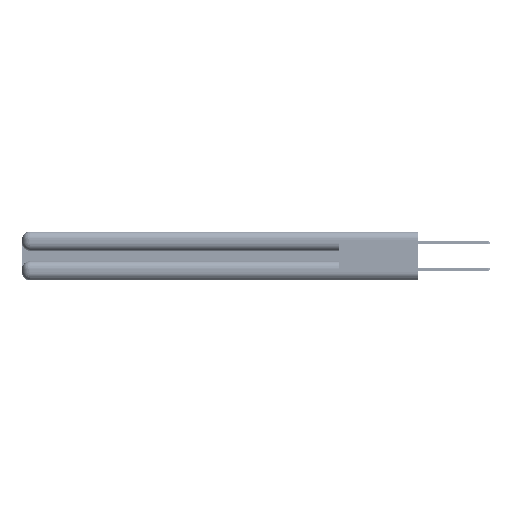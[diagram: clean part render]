
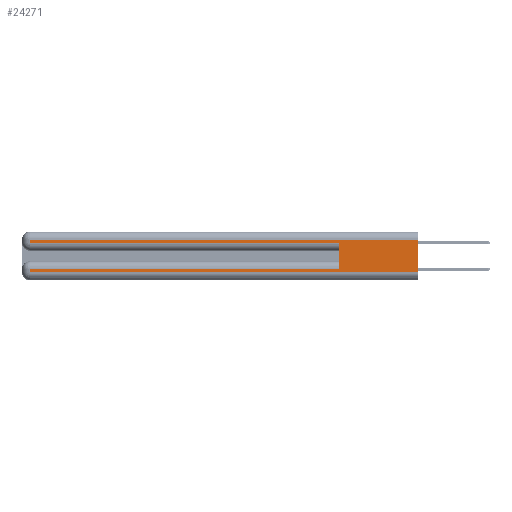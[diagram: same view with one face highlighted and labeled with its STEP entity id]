
A CAD part, left-side view. The second image highlights one B-rep face of the part: STEP entity #24271.
In plain terms, the highlighted planar face has unit normal (-1, 0, 0).
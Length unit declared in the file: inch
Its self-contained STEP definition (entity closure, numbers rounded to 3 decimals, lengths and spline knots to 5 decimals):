
#28 = LINE ( 'NONE', #35235, #23189 ) ;
#432 = ORIENTED_EDGE ( 'NONE', *, *, #25093, .T. ) ;
#809 = DIRECTION ( 'NONE',  ( 0., -1., 0. ) ) ;
#1110 = CARTESIAN_POINT ( 'NONE',  ( 0., 0., 0.285 ) ) ;
#1670 = AXIS2_PLACEMENT_3D ( 'NONE', #27279, #10366, #54127 ) ;
#1788 = LINE ( 'NONE', #16242, #5893 ) ;
#2164 = EDGE_CURVE ( 'NONE', #34870, #41163, #38826, .T. ) ;
#3122 = ORIENTED_EDGE ( 'NONE', *, *, #15977, .F. ) ;
#3876 = CARTESIAN_POINT ( 'NONE',  ( 0., 2.94, 0.37 ) ) ;
#3962 = VECTOR ( 'NONE', #13659, 39.37008 ) ;
#4224 = LINE ( 'NONE', #49646, #13066 ) ;
#5517 = CARTESIAN_POINT ( 'NONE',  ( 0., 2.94, 0.285 ) ) ;
#5893 = VECTOR ( 'NONE', #28613, 39.37008 ) ;
#5955 = ORIENTED_EDGE ( 'NONE', *, *, #2164, .F. ) ;
#8359 = VERTEX_POINT ( 'NONE', #20964 ) ;
#10366 = DIRECTION ( 'NONE',  ( 1., 0., 0. ) ) ;
#13066 = VECTOR ( 'NONE', #50028, 39.37008 ) ;
#13659 = DIRECTION ( 'NONE',  ( 0., -1., 0. ) ) ;
#15425 = CARTESIAN_POINT ( 'NONE',  ( 0., 0., 0.06 ) ) ;
#15977 = EDGE_CURVE ( 'NONE', #54545, #38375, #1788, .T. ) ;
#16242 = CARTESIAN_POINT ( 'NONE',  ( 0., 0., 0.37 ) ) ;
#16327 = VECTOR ( 'NONE', #22147, 39.37008 ) ;
#17140 = FACE_OUTER_BOUND ( 'NONE', #54156, .T. ) ;
#19309 = CARTESIAN_POINT ( 'NONE',  ( 0., 0.6, 0.085 ) ) ;
#20330 = VECTOR ( 'NONE', #38120, 39.37008 ) ;
#20503 = EDGE_CURVE ( 'NONE', #51262, #38375, #28, .T. ) ;
#20964 = CARTESIAN_POINT ( 'NONE',  ( 0., 2.94, 0.31 ) ) ;
#22147 = DIRECTION ( 'NONE',  ( 0., 0., 1. ) ) ;
#22254 = ORIENTED_EDGE ( 'NONE', *, *, #32431, .T. ) ;
#23189 = VECTOR ( 'NONE', #809, 39.37008 ) ;
#23990 = LINE ( 'NONE', #27577, #45088 ) ;
#24213 = VECTOR ( 'NONE', #44153, 39.37008 ) ;
#24271 = ADVANCED_FACE ( 'NONE', ( #17140 ), #44780, .F. ) ;
#25093 = EDGE_CURVE ( 'NONE', #34870, #37071, #4224, .T. ) ;
#27279 = CARTESIAN_POINT ( 'NONE',  ( 0., 0., 0.37 ) ) ;
#27561 = CARTESIAN_POINT ( 'NONE',  ( 0., 2.94, 0.06 ) ) ;
#27577 = CARTESIAN_POINT ( 'NONE',  ( 0., 2.94, 0.37 ) ) ;
#27802 = CARTESIAN_POINT ( 'NONE',  ( 0., 0., 0.31 ) ) ;
#28342 = EDGE_CURVE ( 'NONE', #54545, #8359, #43961, .T. ) ;
#28613 = DIRECTION ( 'NONE',  ( 0., 0., -1. ) ) ;
#28870 = CARTESIAN_POINT ( 'NONE',  ( 0., 2.94, 0.085 ) ) ;
#30120 = EDGE_CURVE ( 'NONE', #37071, #51262, #23990, .T. ) ;
#32431 = EDGE_CURVE ( 'NONE', #36861, #41163, #53658, .T. ) ;
#33510 = ORIENTED_EDGE ( 'NONE', *, *, #45051, .T. ) ;
#34870 = VERTEX_POINT ( 'NONE', #19309 ) ;
#35235 = CARTESIAN_POINT ( 'NONE',  ( 0., 0., 0.06 ) ) ;
#35273 = LINE ( 'NONE', #3876, #20330 ) ;
#35419 = CARTESIAN_POINT ( 'NONE',  ( 0., 0., 0.31 ) ) ;
#35471 = ORIENTED_EDGE ( 'NONE', *, *, #28342, .T. ) ;
#36861 = VERTEX_POINT ( 'NONE', #5517 ) ;
#37071 = VERTEX_POINT ( 'NONE', #28870 ) ;
#37971 = ORIENTED_EDGE ( 'NONE', *, *, #30120, .T. ) ;
#38120 = DIRECTION ( 'NONE',  ( 0., 0., -1. ) ) ;
#38375 = VERTEX_POINT ( 'NONE', #15425 ) ;
#38826 = LINE ( 'NONE', #53129, #16327 ) ;
#39724 = ORIENTED_EDGE ( 'NONE', *, *, #20503, .T. ) ;
#40917 = DIRECTION ( 'NONE',  ( 0., 0., -1. ) ) ;
#41163 = VERTEX_POINT ( 'NONE', #50807 ) ;
#43961 = LINE ( 'NONE', #35419, #24213 ) ;
#44153 = DIRECTION ( 'NONE',  ( 0., 1., 0. ) ) ;
#44780 = PLANE ( 'NONE',  #1670 ) ;
#45051 = EDGE_CURVE ( 'NONE', #8359, #36861, #35273, .T. ) ;
#45088 = VECTOR ( 'NONE', #40917, 39.37008 ) ;
#49646 = CARTESIAN_POINT ( 'NONE',  ( 0., 0., 0.085 ) ) ;
#50028 = DIRECTION ( 'NONE',  ( 0., 1., 0. ) ) ;
#50807 = CARTESIAN_POINT ( 'NONE',  ( 0., 0.6, 0.285 ) ) ;
#51262 = VERTEX_POINT ( 'NONE', #27561 ) ;
#53129 = CARTESIAN_POINT ( 'NONE',  ( 0., 0.6, 0.145 ) ) ;
#53658 = LINE ( 'NONE', #1110, #3962 ) ;
#54127 = DIRECTION ( 'NONE',  ( 0., 0., -1. ) ) ;
#54156 = EDGE_LOOP ( 'NONE', ( #3122, #35471, #33510, #22254, #5955, #432, #37971, #39724 ) ) ;
#54545 = VERTEX_POINT ( 'NONE', #27802 ) ;
